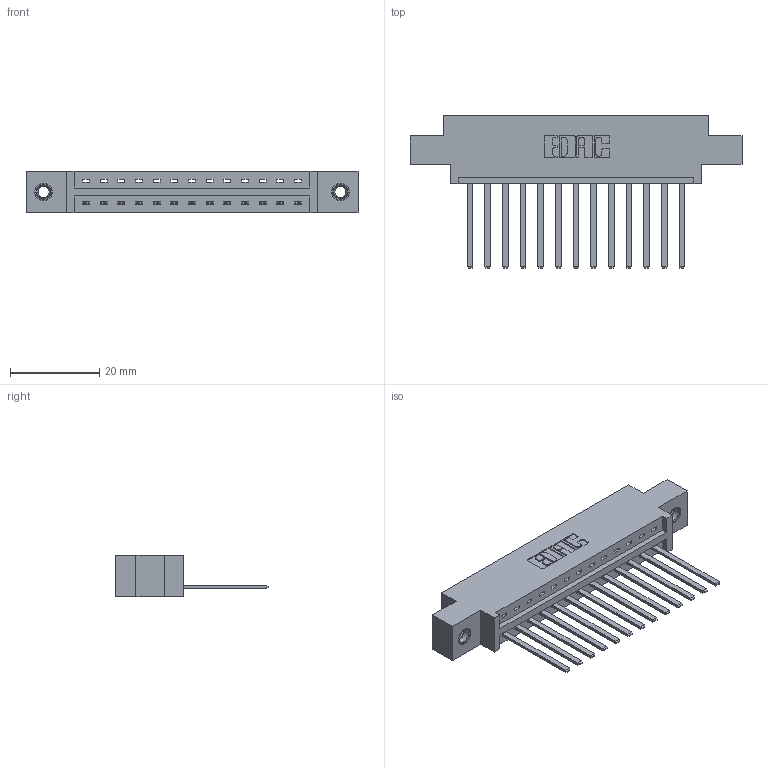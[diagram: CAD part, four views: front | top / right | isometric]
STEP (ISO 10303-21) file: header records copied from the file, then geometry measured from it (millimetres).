
FILE_DESCRIPTION (( 'STEP AP203' ), '1' );
FILE_NAME ('387-013-544-607.STEP', '2018-09-11T00:48:25', ( '' ), ( '' ), 'SwSTEP 2.0', 'SolidWorks 2016', '' );
FILE_SCHEMA (( 'CONFIG_CONTROL_DESIGN' ));
Length unit declared in the file: inch
Products named in the file (4): 337 Part_0.170 Offset - 0.156 Dia-TI; 345-292-001_345-293-144; 345-250-001_345-250-005-103; 387-013-544-607
Assembly tree (16 placements, depth 2):
  387-013-544-607
    337 Part_0.170 Offset - 0.156 Dia-TI
    345-292-001_345-293-144  x13
    345-250-001_345-250-005-103  x2
Bounding box: 74.52 x 34.3 x 9.4 mm (x, y, z)
Volume: 7402.1 mm3; surface area: 8120.8 mm2
Topology: 16 solids, 16 shells, 906 faces, 2669 edges, 1754 vertices
Faces by surface type: plane 652, cylinder 238, cone 12, torus 4
Entity records: 14548 total; most frequent: CARTESIAN_POINT 2512, ORIENTED_EDGE 2454, DIRECTION 2203, EDGE_CURVE 1227, LINE 1083, VECTOR 1083, VERTEX_POINT 812, AXIS2_PLACEMENT_3D 560
